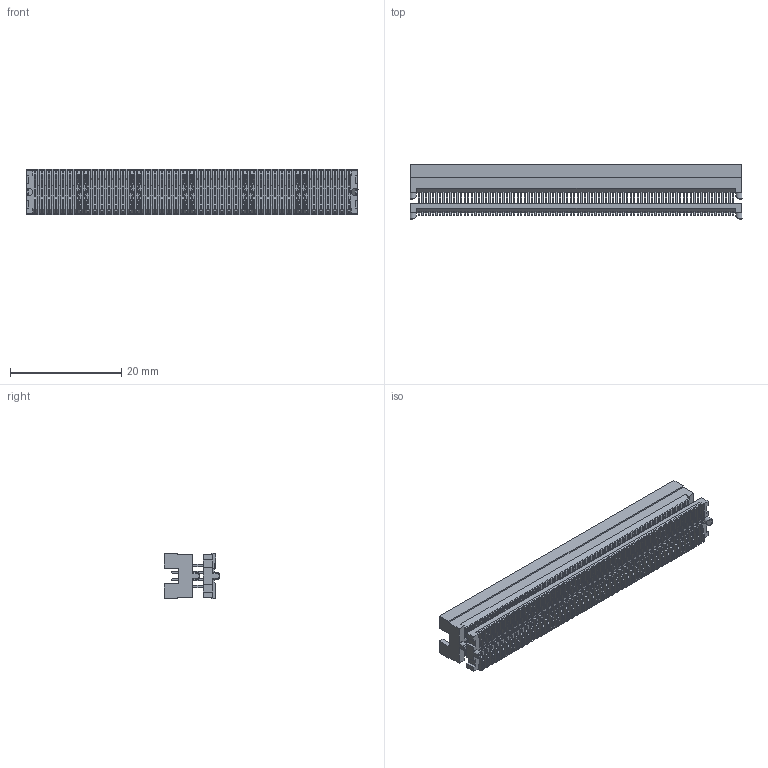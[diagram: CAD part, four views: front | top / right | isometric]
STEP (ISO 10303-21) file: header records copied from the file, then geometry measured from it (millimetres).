
FILE_DESCRIPTION((''),'2;1');
FILE_NAME('FBB12709_ASM','2026-03-16T17:10:21',('gongchengVV'),(''),'CREO PARAMETRIC BY PTC INC, 2020033','CREO PARAMETRIC BY PTC INC, 2020033','');
FILE_SCHEMA(('CONFIG_CONTROL_DESIGN'));
Products named in the file (1): FBB12709_ASM
Bounding box: 59.69 x 9.97 x 8.27 mm (x, y, z)
Volume: 1666.3 mm3; surface area: 5693.7 mm2
Topology: 1 solids, 1 shells, 6686 faces, 18827 edges, 12550 vertices
Faces by surface type: plane 6408, cylinder 274, cone 4
Entity records: 212615 total; most frequent: CARTESIAN_POINT 38201, ORIENTED_EDGE 37654, DIRECTION 32739, EDGE_CURVE 18827, VECTOR 18255, LINE 18255, VERTEX_POINT 12550, EDGE_LOOP 7451
